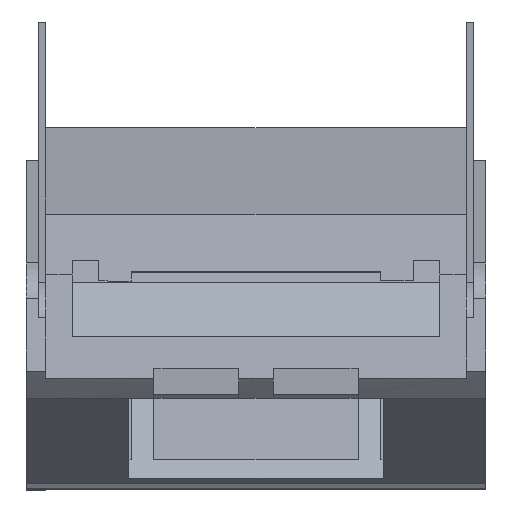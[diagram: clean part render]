
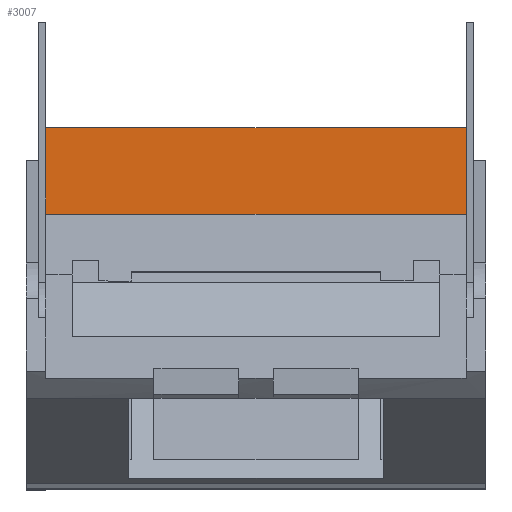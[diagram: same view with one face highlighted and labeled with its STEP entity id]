
A CAD part, top view. The second image highlights one B-rep face of the part: STEP entity #3007.
In plain terms, the highlighted planar face has unit normal (0, 0, 1).
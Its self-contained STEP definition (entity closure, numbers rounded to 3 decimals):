
#2994=AXIS2_PLACEMENT_3D('Plane Axis2P3D',#2991,#2992,#2993) ;
#429=CARTESIAN_POINT('Vertex',(0.95,2.745,1.)) ;
#433=CARTESIAN_POINT('Control Point',(0.95,2.745,1.)) ;
#434=CARTESIAN_POINT('Control Point',(0.95,5.748,1.)) ;
#435=CARTESIAN_POINT('Control Point',(0.95,8.752,1.)) ;
#436=CARTESIAN_POINT('Control Point',(0.95,11.755,1.)) ;
#437=CARTESIAN_POINT('Control Point',(0.95,14.758,1.)) ;
#438=CARTESIAN_POINT('Control Point',(0.95,17.762,1.)) ;
#439=CARTESIAN_POINT('Vertex',(0.95,17.762,1.)) ;
#1092=CARTESIAN_POINT('Vertex',(21.55,17.762,1.)) ;
#1096=CARTESIAN_POINT('Control Point',(21.55,2.745,1.)) ;
#1097=CARTESIAN_POINT('Control Point',(21.55,5.748,1.)) ;
#1098=CARTESIAN_POINT('Control Point',(21.55,8.752,1.)) ;
#1099=CARTESIAN_POINT('Control Point',(21.55,11.755,1.)) ;
#1100=CARTESIAN_POINT('Control Point',(21.55,14.758,1.)) ;
#1101=CARTESIAN_POINT('Control Point',(21.55,17.762,1.)) ;
#1102=CARTESIAN_POINT('Vertex',(21.55,2.745,1.)) ;
#2978=CARTESIAN_POINT('Line Origine',(11.25,2.745,1.)) ;
#2991=CARTESIAN_POINT('Axis2P3D Location',(11.25,2.745,1.)) ;
#2996=CARTESIAN_POINT('Line Origine',(11.25,17.762,1.)) ;
#2979=DIRECTION('Vector Direction',(1.,0.,0.)) ;
#2992=DIRECTION('Axis2P3D Direction',(0.,0.,1.)) ;
#2993=DIRECTION('Axis2P3D XDirection',(0.,1.,0.)) ;
#2997=DIRECTION('Vector Direction',(1.,0.,0.)) ;
#2980=VECTOR('Line Direction',#2979,1.) ;
#2998=VECTOR('Line Direction',#2997,1.) ;
#3002=ORIENTED_EDGE('',*,*,#3000,.T.) ;
#3003=ORIENTED_EDGE('',*,*,#441,.F.) ;
#3004=ORIENTED_EDGE('',*,*,#2982,.T.) ;
#3005=ORIENTED_EDGE('',*,*,#1104,.F.) ;
#3007=ADVANCED_FACE('SIDE',(#3006),#2995,.T.) ;
#432=B_SPLINE_CURVE_WITH_KNOTS('',5,(#433,#434,#435,#436,#437,#438),.UNSPECIFIED.,.F.,.U.,(6,6),(0.,15.017),.UNSPECIFIED.) ;
#1095=B_SPLINE_CURVE_WITH_KNOTS('',5,(#1096,#1097,#1098,#1099,#1100,#1101),.UNSPECIFIED.,.F.,.U.,(6,6),(0.,15.017),.UNSPECIFIED.) ;
#441=EDGE_CURVE('',#430,#440,#432,.T.) ;
#1104=EDGE_CURVE('',#1093,#1103,#1095,.F.) ;
#2982=EDGE_CURVE('',#430,#1103,#2981,.T.) ;
#3000=EDGE_CURVE('',#1093,#440,#2999,.F.) ;
#3001=EDGE_LOOP('',(#3002,#3003,#3004,#3005)) ;
#3006=FACE_OUTER_BOUND('',#3001,.T.) ;
#2981=LINE('Line',#2978,#2980) ;
#2999=LINE('Line',#2996,#2998) ;
#2995=PLANE('',#2994) ;
#430=VERTEX_POINT('',#429) ;
#440=VERTEX_POINT('',#439) ;
#1093=VERTEX_POINT('',#1092) ;
#1103=VERTEX_POINT('',#1102) ;
